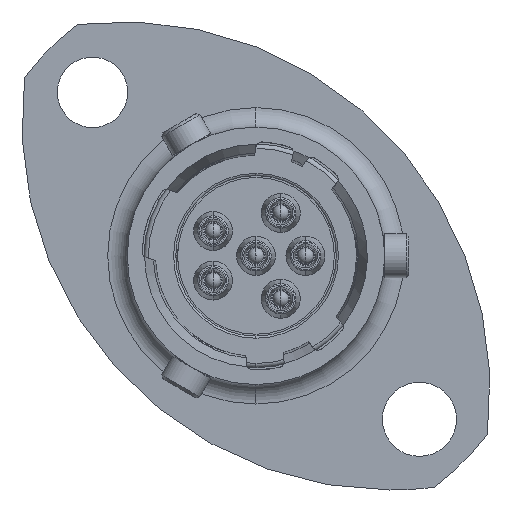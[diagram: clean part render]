
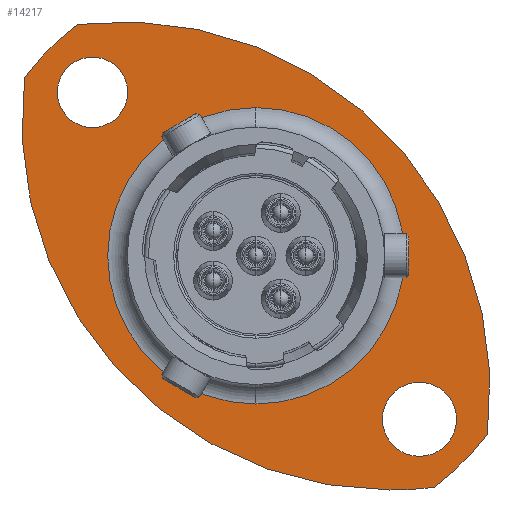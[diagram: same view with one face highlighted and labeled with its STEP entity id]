
A CAD part, left-side view. The second image highlights one B-rep face of the part: STEP entity #14217.
In plain terms, the highlighted planar face has unit normal (-1, 0, 0).
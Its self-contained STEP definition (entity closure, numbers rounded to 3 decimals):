
#120 = ORIENTED_EDGE ( 'NONE', *, *, #4097, .T. ) ;
#152 = EDGE_CURVE ( 'NONE', #806, #13511, #2628, .T. ) ;
#595 = AXIS2_PLACEMENT_3D ( 'NONE', #16202, #998, #17542 ) ;
#708 = DIRECTION ( 'NONE',  ( 0., 0., -1. ) ) ;
#776 = AXIS2_PLACEMENT_3D ( 'NONE', #10301, #1308, #13321 ) ;
#806 = VERTEX_POINT ( 'NONE', #8920 ) ;
#880 = DIRECTION ( 'NONE',  ( 0., 0., -1. ) ) ;
#952 = VERTEX_POINT ( 'NONE', #4539 ) ;
#998 = DIRECTION ( 'NONE',  ( -1., 0., 0. ) ) ;
#1150 = VERTEX_POINT ( 'NONE', #19331 ) ;
#1280 = EDGE_CURVE ( 'NONE', #13511, #806, #16158, .T. ) ;
#1292 = DIRECTION ( 'NONE',  ( -1., 0., 0. ) ) ;
#1308 = DIRECTION ( 'NONE',  ( -1., 0., 0. ) ) ;
#1878 = CARTESIAN_POINT ( 'NONE',  ( 15.98, 7.548, 5.923 ) ) ;
#1931 = CARTESIAN_POINT ( 'NONE',  ( 15.98, 8.248, 10.687 ) ) ;
#2112 = EDGE_CURVE ( 'NONE', #9451, #1150, #5568, .T. ) ;
#2308 = DIRECTION ( 'NONE',  ( 1., 0., 0. ) ) ;
#2313 = AXIS2_PLACEMENT_3D ( 'NONE', #4345, #2702, #10325 ) ;
#2556 = ORIENTED_EDGE ( 'NONE', *, *, #8915, .T. ) ;
#2628 = CIRCLE ( 'NONE', #14702, 1.625 ) ;
#2689 = CIRCLE ( 'NONE', #14725, 6.845 ) ;
#2702 = DIRECTION ( 'NONE',  ( 1., 0., 0. ) ) ;
#2716 = EDGE_LOOP ( 'NONE', ( #120, #4774, #13462, #18220, #15230 ) ) ;
#3097 = DIRECTION ( 'NONE',  ( -1., 0., 0. ) ) ;
#3157 = DIRECTION ( 'NONE',  ( 1., 0., 0. ) ) ;
#3392 = CARTESIAN_POINT ( 'NONE',  ( 15.98, -6.187, 6.187 ) ) ;
#3983 = AXIS2_PLACEMENT_3D ( 'NONE', #8249, #12711, #708 ) ;
#4097 = EDGE_CURVE ( 'NONE', #18239, #7655, #6868, .T. ) ;
#4345 = CARTESIAN_POINT ( 'NONE',  ( 15.98, 5.945, 0. ) ) ;
#4374 = DIRECTION ( 'NONE',  ( 0., 0., -1. ) ) ;
#4538 = DIRECTION ( 'NONE',  ( -1., 0., 0. ) ) ;
#4539 = CARTESIAN_POINT ( 'NONE',  ( 15.98, 0., 6.845 ) ) ;
#4774 = ORIENTED_EDGE ( 'NONE', *, *, #15168, .T. ) ;
#5007 = AXIS2_PLACEMENT_3D ( 'NONE', #14703, #3097, #15093 ) ;
#5106 = ORIENTED_EDGE ( 'NONE', *, *, #6754, .T. ) ;
#5273 = AXIS2_PLACEMENT_3D ( 'NONE', #3392, #4538, #7759 ) ;
#5277 = CARTESIAN_POINT ( 'NONE',  ( 15.98, -6.187, -10.813 ) ) ;
#5568 = CIRCLE ( 'NONE', #595, 13.5 ) ;
#5718 = CARTESIAN_POINT ( 'NONE',  ( 15.98, 7.548, 7.548 ) ) ;
#5783 = CARTESIAN_POINT ( 'NONE',  ( 15.98, -6.187, 6.187 ) ) ;
#6188 = CIRCLE ( 'NONE', #12313, 6.845 ) ;
#6205 = DIRECTION ( 'NONE',  ( 0., 0., -1. ) ) ;
#6321 = VERTEX_POINT ( 'NONE', #16109 ) ;
#6579 = CIRCLE ( 'NONE', #12433, 17. ) ;
#6751 = CARTESIAN_POINT ( 'NONE',  ( 15.98, -7.548, -9.26 ) ) ;
#6754 = EDGE_CURVE ( 'NONE', #6321, #952, #2689, .T. ) ;
#6868 = CIRCLE ( 'NONE', #5273, 17. ) ;
#7426 = DIRECTION ( 'NONE',  ( -1., 0., 0. ) ) ;
#7583 = ORIENTED_EDGE ( 'NONE', *, *, #152, .F. ) ;
#7655 = VERTEX_POINT ( 'NONE', #5277 ) ;
#7759 = DIRECTION ( 'NONE',  ( 0., 0., -1. ) ) ;
#7848 = EDGE_LOOP ( 'NONE', ( #17437, #7583 ) ) ;
#8249 = CARTESIAN_POINT ( 'NONE',  ( 15.98, -7.548, -7.548 ) ) ;
#8784 = EDGE_LOOP ( 'NONE', ( #5106, #2556 ) ) ;
#8867 = EDGE_CURVE ( 'NONE', #9706, #18239, #12971, .T. ) ;
#8915 = EDGE_CURVE ( 'NONE', #952, #6321, #6188, .T. ) ;
#8920 = CARTESIAN_POINT ( 'NONE',  ( 15.98, 7.548, 9.173 ) ) ;
#9008 = DIRECTION ( 'NONE',  ( 0., 0., -1. ) ) ;
#9451 = VERTEX_POINT ( 'NONE', #16183 ) ;
#9500 = CARTESIAN_POINT ( 'NONE',  ( 15.98, -7.548, -5.837 ) ) ;
#9706 = VERTEX_POINT ( 'NONE', #1931 ) ;
#10301 = CARTESIAN_POINT ( 'NONE',  ( 15.98, 6.187, -6.187 ) ) ;
#10325 = DIRECTION ( 'NONE',  ( 0., 0., -1. ) ) ;
#11571 = FACE_BOUND ( 'NONE', #7848, .T. ) ;
#12313 = AXIS2_PLACEMENT_3D ( 'NONE', #17786, #3157, #6205 ) ;
#12433 = AXIS2_PLACEMENT_3D ( 'NONE', #5783, #1292, #13367 ) ;
#12506 = FACE_BOUND ( 'NONE', #17399, .T. ) ;
#12683 = ORIENTED_EDGE ( 'NONE', *, *, #18421, .F. ) ;
#12711 = DIRECTION ( 'NONE',  ( -1., 0., 0. ) ) ;
#12757 = EDGE_CURVE ( 'NONE', #13076, #14006, #13852, .T. ) ;
#12873 = ORIENTED_EDGE ( 'NONE', *, *, #12757, .F. ) ;
#12971 = CIRCLE ( 'NONE', #5007, 13.5 ) ;
#13076 = VERTEX_POINT ( 'NONE', #9500 ) ;
#13272 = PLANE ( 'NONE',  #2313 ) ;
#13295 = DIRECTION ( 'NONE',  ( 0., 0., -1. ) ) ;
#13321 = DIRECTION ( 'NONE',  ( 0., 0., -1. ) ) ;
#13367 = DIRECTION ( 'NONE',  ( 0., 0., -1. ) ) ;
#13422 = AXIS2_PLACEMENT_3D ( 'NONE', #16381, #7426, #4374 ) ;
#13462 = ORIENTED_EDGE ( 'NONE', *, *, #2112, .T. ) ;
#13511 = VERTEX_POINT ( 'NONE', #1878 ) ;
#13852 = CIRCLE ( 'NONE', #3983, 1.712 ) ;
#14006 = VERTEX_POINT ( 'NONE', #6751 ) ;
#14217 = ADVANCED_FACE ( 'NONE', ( #16481, #12506, #11571, #16955 ), #13272, .F. ) ;
#14403 = CARTESIAN_POINT ( 'NONE',  ( 15.98, 0., 0. ) ) ;
#14497 = CARTESIAN_POINT ( 'NONE',  ( 15.98, 10.687, 8.248 ) ) ;
#14702 = AXIS2_PLACEMENT_3D ( 'NONE', #5718, #17759, #13295 ) ;
#14703 = CARTESIAN_POINT ( 'NONE',  ( 15.98, 0., 0. ) ) ;
#14725 = AXIS2_PLACEMENT_3D ( 'NONE', #14403, #2308, #880 ) ;
#14758 = EDGE_CURVE ( 'NONE', #1150, #9706, #17174, .T. ) ;
#14810 = CIRCLE ( 'NONE', #13422, 1.712 ) ;
#15093 = DIRECTION ( 'NONE',  ( 0., 0., 1. ) ) ;
#15168 = EDGE_CURVE ( 'NONE', #7655, #9451, #6579, .T. ) ;
#15230 = ORIENTED_EDGE ( 'NONE', *, *, #8867, .T. ) ;
#16109 = CARTESIAN_POINT ( 'NONE',  ( 15.98, 0., -6.845 ) ) ;
#16158 = CIRCLE ( 'NONE', #16518, 1.625 ) ;
#16183 = CARTESIAN_POINT ( 'NONE',  ( 15.98, -8.248, -10.687 ) ) ;
#16202 = CARTESIAN_POINT ( 'NONE',  ( 15.98, 0., 0. ) ) ;
#16381 = CARTESIAN_POINT ( 'NONE',  ( 15.98, -7.548, -7.548 ) ) ;
#16481 = FACE_BOUND ( 'NONE', #8784, .T. ) ;
#16518 = AXIS2_PLACEMENT_3D ( 'NONE', #16831, #18006, #9008 ) ;
#16831 = CARTESIAN_POINT ( 'NONE',  ( 15.98, 7.548, 7.548 ) ) ;
#16955 = FACE_OUTER_BOUND ( 'NONE', #2716, .T. ) ;
#17174 = CIRCLE ( 'NONE', #776, 17. ) ;
#17399 = EDGE_LOOP ( 'NONE', ( #12683, #12873 ) ) ;
#17437 = ORIENTED_EDGE ( 'NONE', *, *, #1280, .F. ) ;
#17542 = DIRECTION ( 'NONE',  ( 0., 0., 1. ) ) ;
#17759 = DIRECTION ( 'NONE',  ( -1., 0., 0. ) ) ;
#17786 = CARTESIAN_POINT ( 'NONE',  ( 15.98, 0., 0. ) ) ;
#18006 = DIRECTION ( 'NONE',  ( -1., 0., 0. ) ) ;
#18220 = ORIENTED_EDGE ( 'NONE', *, *, #14758, .T. ) ;
#18239 = VERTEX_POINT ( 'NONE', #14497 ) ;
#18421 = EDGE_CURVE ( 'NONE', #14006, #13076, #14810, .T. ) ;
#19331 = CARTESIAN_POINT ( 'NONE',  ( 15.98, -10.687, -8.248 ) ) ;
